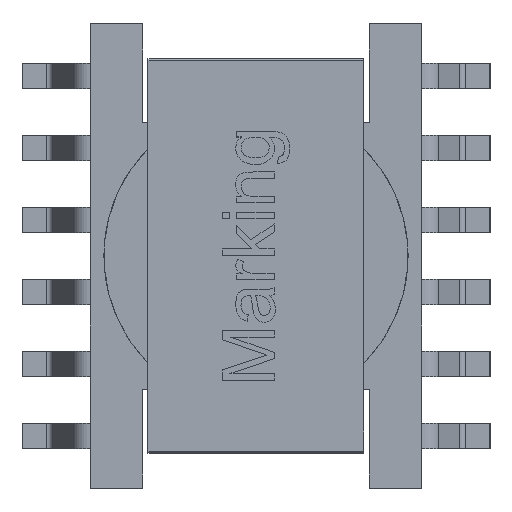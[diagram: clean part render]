
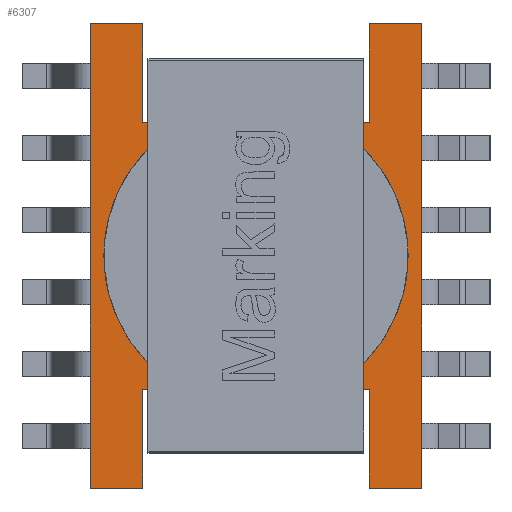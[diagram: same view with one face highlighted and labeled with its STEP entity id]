
A CAD part, top view. The second image highlights one B-rep face of the part: STEP entity #6307.
In plain terms, the highlighted planar face has unit normal (0, 0, 1).
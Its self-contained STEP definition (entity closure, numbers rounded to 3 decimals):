
#433=LINE('',#8698,#844);
#437=LINE('',#8706,#848);
#439=LINE('',#8710,#850);
#443=LINE('',#8719,#854);
#448=LINE('',#8729,#859);
#452=LINE('',#8737,#863);
#454=LINE('',#8741,#865);
#458=LINE('',#8749,#869);
#460=LINE('',#8754,#871);
#464=LINE('',#8761,#875);
#468=LINE('',#8769,#879);
#470=LINE('',#8774,#881);
#474=LINE('',#8785,#885);
#475=LINE('',#8787,#886);
#844=VECTOR('',#7535,1000.);
#848=VECTOR('',#7539,1000.);
#850=VECTOR('',#7543,1000.);
#854=VECTOR('',#7547,1000.);
#859=VECTOR('',#7554,1000.);
#863=VECTOR('',#7560,1000.);
#865=VECTOR('',#7564,1000.);
#869=VECTOR('',#7570,1000.);
#871=VECTOR('',#7574,1000.);
#875=VECTOR('',#7580,1000.);
#879=VECTOR('',#7588,1000.);
#881=VECTOR('',#7592,1000.);
#885=VECTOR('',#7606,1000.);
#886=VECTOR('',#7609,1000.);
#1791=ORIENTED_EDGE('',*,*,#2800,.F.);
#1792=ORIENTED_EDGE('',*,*,#2773,.F.);
#1793=ORIENTED_EDGE('',*,*,#2764,.T.);
#1794=ORIENTED_EDGE('',*,*,#2785,.T.);
#1795=ORIENTED_EDGE('',*,*,#2801,.F.);
#1796=ORIENTED_EDGE('',*,*,#2789,.F.);
#1797=ORIENTED_EDGE('',*,*,#2768,.T.);
#1798=ORIENTED_EDGE('',*,*,#2783,.T.);
#1799=ORIENTED_EDGE('',*,*,#2802,.F.);
#1800=ORIENTED_EDGE('',*,*,#2779,.F.);
#1801=ORIENTED_EDGE('',*,*,#2762,.F.);
#1802=ORIENTED_EDGE('',*,*,#2795,.T.);
#1803=ORIENTED_EDGE('',*,*,#2803,.T.);
#1804=ORIENTED_EDGE('',*,*,#2793,.F.);
#1805=ORIENTED_EDGE('',*,*,#2758,.F.);
#1806=ORIENTED_EDGE('',*,*,#2777,.T.);
#1807=ORIENTED_EDGE('',*,*,#2394,.F.);
#2394=EDGE_CURVE('',#3062,#3062,#3508,.T.);
#2758=EDGE_CURVE('',#3306,#3307,#433,.T.);
#2762=EDGE_CURVE('',#3310,#3311,#437,.T.);
#2764=EDGE_CURVE('',#3312,#3313,#439,.T.);
#2768=EDGE_CURVE('',#3317,#3316,#443,.T.);
#2773=EDGE_CURVE('',#3312,#3321,#448,.T.);
#2777=EDGE_CURVE('',#3306,#3323,#452,.T.);
#2779=EDGE_CURVE('',#3311,#3325,#454,.T.);
#2783=EDGE_CURVE('',#3316,#3327,#458,.T.);
#2785=EDGE_CURVE('',#3313,#3328,#460,.T.);
#2789=EDGE_CURVE('',#3317,#3330,#464,.T.);
#2793=EDGE_CURVE('',#3307,#3332,#468,.T.);
#2795=EDGE_CURVE('',#3310,#3334,#470,.T.);
#2800=EDGE_CURVE('',#3321,#3323,#3607,.T.);
#2801=EDGE_CURVE('',#3330,#3328,#474,.T.);
#2802=EDGE_CURVE('',#3325,#3327,#3608,.T.);
#2803=EDGE_CURVE('',#3334,#3332,#475,.T.);
#3062=VERTEX_POINT('',#7957);
#3306=VERTEX_POINT('',#8697);
#3307=VERTEX_POINT('',#8699);
#3310=VERTEX_POINT('',#8705);
#3311=VERTEX_POINT('',#8707);
#3312=VERTEX_POINT('',#8711);
#3313=VERTEX_POINT('',#8712);
#3316=VERTEX_POINT('',#8718);
#3317=VERTEX_POINT('',#8720);
#3321=VERTEX_POINT('',#8730);
#3323=VERTEX_POINT('',#8736);
#3325=VERTEX_POINT('',#8742);
#3327=VERTEX_POINT('',#8748);
#3328=VERTEX_POINT('',#8752);
#3330=VERTEX_POINT('',#8758);
#3332=VERTEX_POINT('',#8766);
#3334=VERTEX_POINT('',#8772);
#3508=CIRCLE('',#6426,3.7);
#3607=CIRCLE('',#6671,4.225);
#3608=CIRCLE('',#6672,4.225);
#3787=EDGE_LOOP('',(#1791,#1792,#1793,#1794,#1795,#1796,#1797,#1798,#1799,
#1800,#1801,#1802,#1803,#1804,#1805,#1806));
#3788=EDGE_LOOP('',(#1807));
#4074=FACE_BOUND('',#3787,.T.);
#4075=FACE_BOUND('',#3788,.T.);
#4308=PLANE('',#6670);
#6307=ADVANCED_FACE('',(#4074,#4075),#4308,.T.);
#6426=AXIS2_PLACEMENT_3D('',#7956,#6807,#6808);
#6670=AXIS2_PLACEMENT_3D('',#8783,#7602,#7603);
#6671=AXIS2_PLACEMENT_3D('',#8784,#7604,#7605);
#6672=AXIS2_PLACEMENT_3D('',#8786,#7607,#7608);
#6807=DIRECTION('',(0.,0.,1.));
#6808=DIRECTION('',(1.,0.,0.));
#7535=DIRECTION('',(-1.,0.,0.));
#7539=DIRECTION('',(-1.,0.,0.));
#7543=DIRECTION('',(-1.,0.,0.));
#7547=DIRECTION('',(-1.,0.,0.));
#7554=DIRECTION('',(0.,1.,0.));
#7560=DIRECTION('',(0.,-1.,0.));
#7564=DIRECTION('',(0.,-1.,0.));
#7570=DIRECTION('',(0.,1.,0.));
#7574=DIRECTION('',(0.,-1.,0.));
#7580=DIRECTION('',(0.,-1.,0.));
#7588=DIRECTION('',(0.,1.,0.));
#7592=DIRECTION('',(0.,1.,0.));
#7602=DIRECTION('',(0.,0.,1.));
#7603=DIRECTION('',(1.,0.,0.));
#7604=DIRECTION('',(0.,0.,-1.));
#7605=DIRECTION('',(-1.,0.,0.));
#7606=DIRECTION('',(-1.,0.,0.));
#7607=DIRECTION('',(0.,0.,-1.));
#7608=DIRECTION('',(-1.,0.,0.));
#7609=DIRECTION('',(-1.,0.,0.));
#7956=CARTESIAN_POINT('',(0.,0.,0.45));
#7957=CARTESIAN_POINT('',(3.7,0.,0.45));
#8697=CARTESIAN_POINT('',(-3.7,3.15,0.45));
#8698=CARTESIAN_POINT('',(6.45,3.15,0.45));
#8699=CARTESIAN_POINT('',(-6.45,3.15,0.45));
#8705=CARTESIAN_POINT('',(6.45,3.15,0.45));
#8706=CARTESIAN_POINT('',(6.45,3.15,0.45));
#8707=CARTESIAN_POINT('',(3.7,3.15,0.45));
#8710=CARTESIAN_POINT('',(6.45,-3.15,0.45));
#8711=CARTESIAN_POINT('',(-3.7,-3.15,0.45));
#8712=CARTESIAN_POINT('',(-6.45,-3.15,0.45));
#8718=CARTESIAN_POINT('',(3.7,-3.15,0.45));
#8719=CARTESIAN_POINT('',(6.45,-3.15,0.45));
#8720=CARTESIAN_POINT('',(6.45,-3.15,0.45));
#8729=CARTESIAN_POINT('',(-3.7,-3.15,0.45));
#8730=CARTESIAN_POINT('',(-3.7,-2.04,0.45));
#8736=CARTESIAN_POINT('',(-3.7,2.04,0.45));
#8737=CARTESIAN_POINT('',(-3.7,3.15,0.45));
#8741=CARTESIAN_POINT('',(3.7,3.15,0.45));
#8742=CARTESIAN_POINT('',(3.7,2.04,0.45));
#8748=CARTESIAN_POINT('',(3.7,-2.04,0.45));
#8749=CARTESIAN_POINT('',(3.7,-3.15,0.45));
#8752=CARTESIAN_POINT('',(-6.45,-4.6,0.45));
#8754=CARTESIAN_POINT('',(-6.45,-3.15,0.45));
#8758=CARTESIAN_POINT('',(6.45,-4.6,0.45));
#8761=CARTESIAN_POINT('',(6.45,-3.15,0.45));
#8766=CARTESIAN_POINT('',(-6.45,4.6,0.45));
#8769=CARTESIAN_POINT('',(-6.45,3.15,0.45));
#8772=CARTESIAN_POINT('',(6.45,4.6,0.45));
#8774=CARTESIAN_POINT('',(6.45,3.15,0.45));
#8783=CARTESIAN_POINT('',(0.,-4.225,0.45));
#8784=CARTESIAN_POINT('',(0.,0.,0.45));
#8785=CARTESIAN_POINT('',(6.45,-4.6,0.45));
#8786=CARTESIAN_POINT('',(0.,0.,0.45));
#8787=CARTESIAN_POINT('',(6.45,4.6,0.45));
